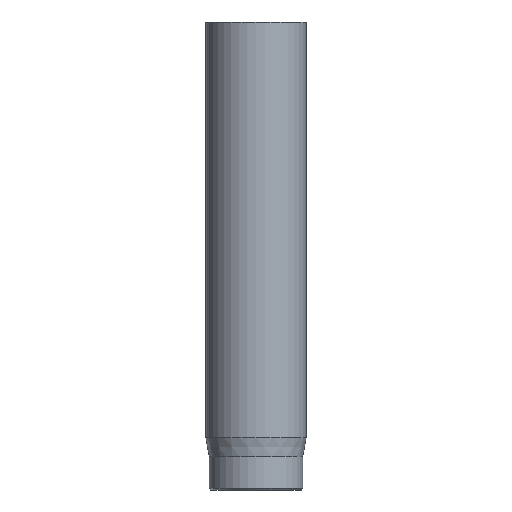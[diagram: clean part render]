
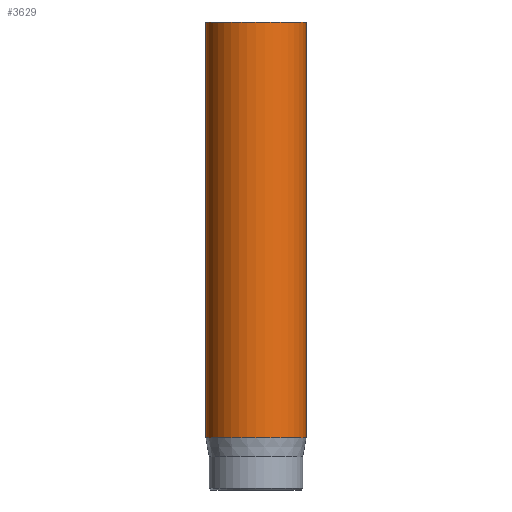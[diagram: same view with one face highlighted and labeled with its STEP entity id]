
A CAD part, front view. The second image highlights one B-rep face of the part: STEP entity #3629.
In plain terms, the highlighted cylindrical face has radius 1.5 mm (diameter 3 mm), a full revolution.
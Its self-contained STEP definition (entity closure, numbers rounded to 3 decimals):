
#42=CYLINDRICAL_SURFACE('',#3804,1.5);
#45=CIRCLE('',#3775,1.5);
#59=CIRCLE('',#3802,1.5);
#60=CIRCLE('',#3803,1.5);
#277=FACE_OUTER_BOUND('',#497,.T.);
#497=EDGE_LOOP('',(#2986,#2987,#2988,#2989,#2990));
#721=LINE('',#6538,#959);
#959=VECTOR('',#4107,1.5);
#1564=VERTEX_POINT('',#6484);
#1578=VERTEX_POINT('',#6532);
#1579=VERTEX_POINT('',#6533);
#2047=EDGE_CURVE('',#1564,#1564,#45,.T.);
#2068=EDGE_CURVE('',#1578,#1579,#59,.T.);
#2069=EDGE_CURVE('',#1579,#1578,#60,.T.);
#2071=EDGE_CURVE('',#1564,#1578,#721,.T.);
#2986=ORIENTED_EDGE('',*,*,#2047,.T.);
#2987=ORIENTED_EDGE('',*,*,#2071,.T.);
#2988=ORIENTED_EDGE('',*,*,#2068,.T.);
#2989=ORIENTED_EDGE('',*,*,#2069,.T.);
#2990=ORIENTED_EDGE('',*,*,#2071,.F.);
#3629=ADVANCED_FACE('',(#277),#42,.T.);
#3775=AXIS2_PLACEMENT_3D('',#6485,#4039,#4040);
#3802=AXIS2_PLACEMENT_3D('',#6534,#4100,#4101);
#3803=AXIS2_PLACEMENT_3D('',#6535,#4102,#4103);
#3804=AXIS2_PLACEMENT_3D('',#6537,#4105,#4106);
#4039=DIRECTION('center_axis',(0.,0.,-1.));
#4040=DIRECTION('ref_axis',(-1.,0.,0.));
#4100=DIRECTION('center_axis',(0.,0.,1.));
#4101=DIRECTION('ref_axis',(-1.,0.,0.));
#4102=DIRECTION('center_axis',(0.,0.,1.));
#4103=DIRECTION('ref_axis',(-1.,0.,0.));
#4105=DIRECTION('center_axis',(0.,0.,1.));
#4106=DIRECTION('ref_axis',(-1.,0.,0.));
#4107=DIRECTION('',(0.,0.,-1.));
#6484=CARTESIAN_POINT('',(1.5,0.,14.));
#6485=CARTESIAN_POINT('Origin',(0.,0.,14.));
#6532=CARTESIAN_POINT('',(1.5,0.,1.567));
#6533=CARTESIAN_POINT('',(-1.5,0.,1.567));
#6534=CARTESIAN_POINT('Origin',(0.,0.,1.567));
#6535=CARTESIAN_POINT('Origin',(0.,0.,1.567));
#6537=CARTESIAN_POINT('Origin',(0.,0.,0.));
#6538=CARTESIAN_POINT('',(1.5,0.,0.));
